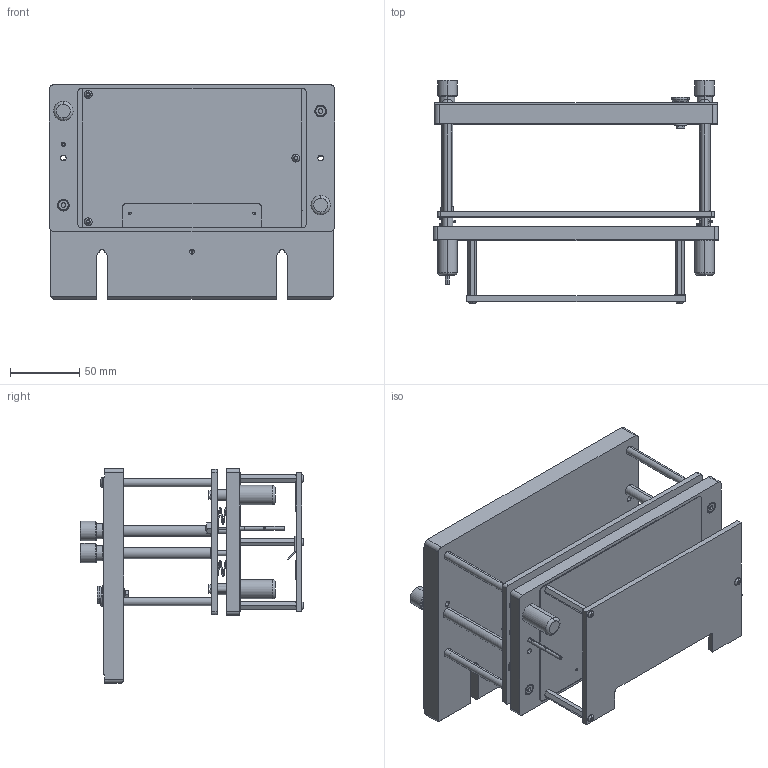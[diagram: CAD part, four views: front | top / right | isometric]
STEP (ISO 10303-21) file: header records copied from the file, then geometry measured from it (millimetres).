
FILE_DESCRIPTION (( 'STEP AP214' ), '1' );
FILE_NAME ('INGUN_41225-KIT.STEP', '2024-09-16T06:55:29', ( '' ), ( '' ), 'SwSTEP 2.0', 'SolidWorks 2021', '' );
FILE_SCHEMA (( 'AUTOMOTIVE_DESIGN' ));
Length unit declared in the file: millimetre
Products named in the file (33): KS-113-Master__ADA~ks_KS-113 23; ISO7380~n_M04,0x020; INGUN_41225-KIT; SKB-II~skii_M3,0x40 St; DIN934~n_M03,0; 30807~7; 9286~0; 101905~1_S; 39020~4_S; 40895~1_S; 5015~0; ISO7380~n_M03,0x010; 41369~1_S; 41455~0_S; 28377~13_schwarz f〉 ESD<Standard>; DIN7991~n_M04,0x010; 48213~0_S; 41899~3_flexiebel <S>; DIN7991~n_M03,0x020; 2196~6; 35419~0; 34851~0_S; DIN7991~n_M03,0x016 VA; 41367~6_S; Gewindebuchse~n_M04-09,5 offen; 1583~0_Hub 8mm<Standard>; 2229~6; GKS-114-0015__ADA~gks_Hub = 08,0 <S>; 53731~0; 3917~3_M 3 A; 41217~2_S; 37675~0_S; 39347~11_S
Assembly tree (48 placements, depth 4):
  INGUN_41225-KIT
    40895~1_S
      39347~11_S
      41455~0_S  x4
        41369~1_S
        ISO7380~n_M04,0x020
      41367~6_S  x2
    39020~4_S
      101905~1_S
        28377~13_schwarz f〉 ESD<Standard>
      30807~7
      41217~2_S
      SKB-II~skii_M3,0x40 St  x3
      1583~0_Hub 8mm<Standard>  x2
      2229~6  x2
      2196~6  x2
      35419~0  x2
      41899~3_flexiebel <S>
        KS-113-Master__ADA~ks_KS-113 23
        GKS-114-0015__ADA~gks_Hub = 08,0 <S>
        53731~0
        3917~3_M 3 A
      5015~0
      Gewindebuchse~n_M04-09,5 offen  x2
      34851~0_S
      37675~0_S
      ISO7380~n_M03,0x010  x3
      DIN7991~n_M04,0x010  x2
      DIN7991~n_M03,0x016 VA  x3
    48213~0_S
    DIN7991~n_M03,0x020
    9286~0
    DIN934~n_M03,0
Bounding box: 206 x 161.65 x 155 mm (x, y, z)
Volume: 844847.3 mm3; surface area: 236295 mm2
Topology: 48 solids, 48 shells, 1343 faces, 3146 edges, 2004 vertices
Faces by surface type: cylinder 551, plane 530, cone 200, torus 54, bspline 4, sphere 4
Entity records: 27215 total; most frequent: CARTESIAN_POINT 6053, DIRECTION 4363, ORIENTED_EDGE 3706, EDGE_CURVE 1853, AXIS2_PLACEMENT_3D 1725, VERTEX_POINT 1197, EDGE_LOOP 956, VECTOR 913
